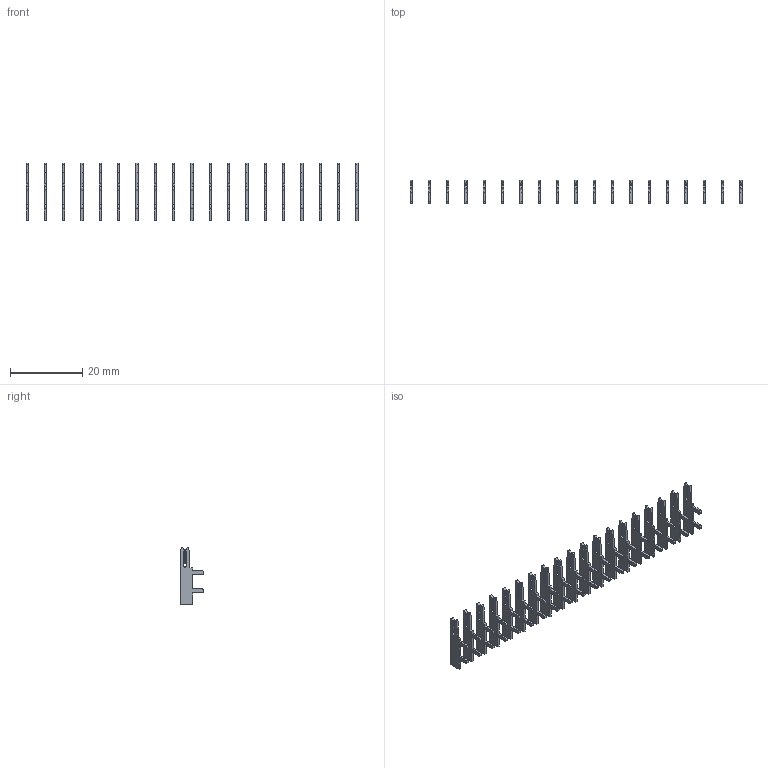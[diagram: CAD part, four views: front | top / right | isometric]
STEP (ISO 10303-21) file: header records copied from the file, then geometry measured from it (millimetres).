
FILE_DESCRIPTION (( 'STEP AP203' ), '1' );
FILE_NAME ('105-019-202-200.STEP', '2020-04-07T22:53:27', ( '' ), ( '' ), 'SwSTEP 2.0', 'SolidWorks 2016', '' );
FILE_SCHEMA (( 'CONFIG_CONTROL_DESIGN' ));
Length unit declared in the file: inch
Products named in the file (2): 105-019-202-200; 100-290-001_100-290-202
Assembly tree (19 placements, depth 2):
  105-019-202-200
    100-290-001_100-290-202  x19
Bounding box: 92.04 x 6.53 x 15.88 mm (x, y, z)
Volume: 603.7 mm3; surface area: 2684.7 mm2
Topology: 19 solids, 19 shells, 570 faces, 1596 edges, 1064 vertices
Faces by surface type: plane 437, cylinder 133
Entity records: 1738 total; most frequent: CARTESIAN_POINT 204, DIRECTION 198, ORIENTED_EDGE 168, EDGE_CURVE 84, VECTOR 66, AXIS2_PLACEMENT_3D 66, LINE 66, VERTEX_POINT 56
